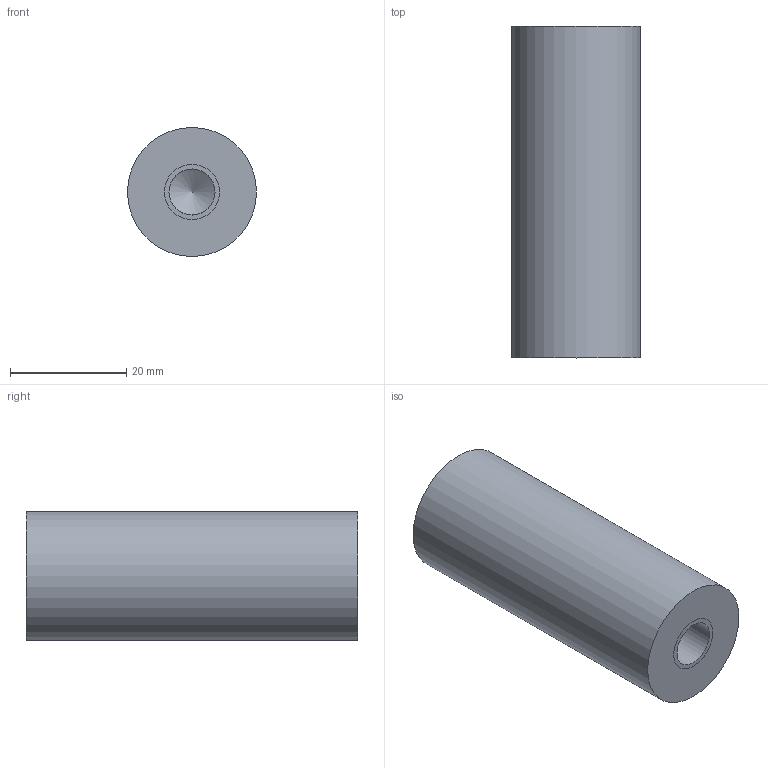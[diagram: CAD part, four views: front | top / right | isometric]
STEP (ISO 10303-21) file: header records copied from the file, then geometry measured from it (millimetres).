
FILE_DESCRIPTION(/* description */ (''),/* implementation_level */ '2;1');
FILE_NAME(/* name */ 'GE-17220_3.stp',/* time_stamp */ '2017-01-08T13:34:38-05:00',/* author */ ('jeff1'),/* organization */ (''),/* preprocessor_version */ 'ST-DEVELOPER v16.5',/* originating_system */ 'Autodesk Inventor 2017',/* authorisation */ '');
FILE_SCHEMA (('AUTOMOTIVE_DESIGN { 1 0 10303 214 3 1 1 }'));
Length unit declared in the file: inch
Products named in the file (1): GE-17220_3
Bounding box: 22.23 x 57.15 x 22.23 mm (x, y, z)
Volume: 20628.9 mm3; surface area: 6464.9 mm2
Topology: 1 solids, 3 shells, 11 faces, 23 edges, 16 vertices
Faces by surface type: cylinder 5, plane 4, cone 2
Full cylindrical faces by diameter (mm): 5.105 x1, 6.35 x1, 7.938 x1, 9.525 x1, 22.225 x1
Entity records: 448 total; most frequent: CARTESIAN_POINT 214, DIRECTION 44, ORIENTED_EDGE 22, AXIS2_PLACEMENT_3D 22, EDGE_LOOP 20, VERTEX_POINT 14, EDGE_CURVE 14, FACE_OUTER_BOUND 11
